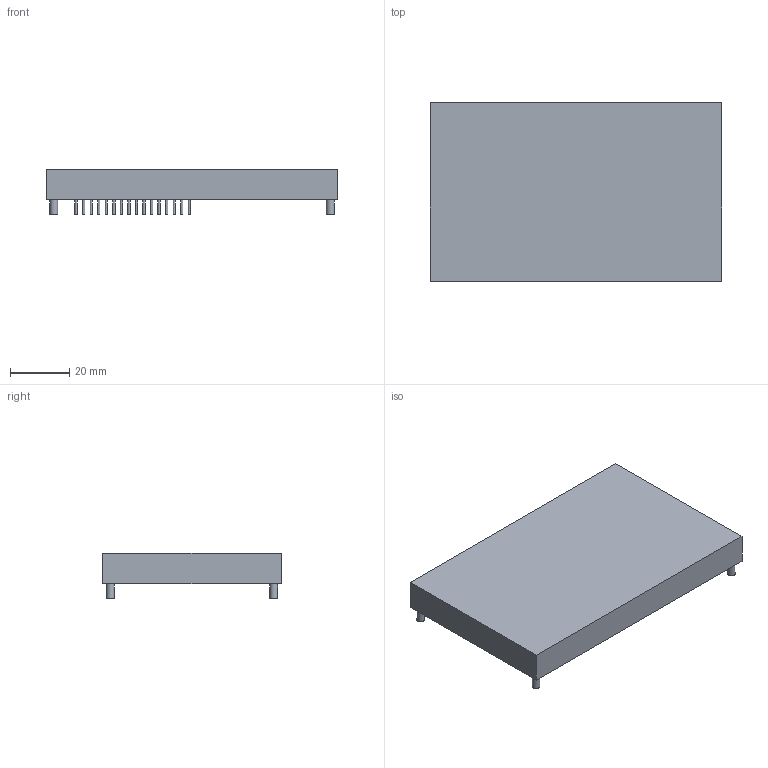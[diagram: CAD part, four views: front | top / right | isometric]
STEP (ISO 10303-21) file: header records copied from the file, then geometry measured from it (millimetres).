
FILE_DESCRIPTION(('FreeCAD Model'),'2;1');
FILE_NAME('805537.1.2.stp','2019-01-01T01:31:25',( 'Author'),(''),'Open CASCADE STEP processor 6.8','FreeCAD','Unknown' );
FILE_SCHEMA(('AUTOMOTIVE_DESIGN_CC2 { 1 2 10303 214 -1 1 5 4 }'));
Length unit declared in the file: millimetre
Products named in the file (3): ASSEMBLY; Body; Leads
Assembly tree (21 placements, depth 2):
  ASSEMBLY
    Body
    Leads  x20
Bounding box: 98 x 60 x 15.3 mm (x, y, z)
Volume: 63492 mm3; surface area: 23474.5 mm2
Topology: 401 solids, 401 shells, 1206 faces, 1212 edges, 808 vertices
Faces by surface type: plane 806, cylinder 400
Full cylindrical faces by diameter (mm): 0.8 x320, 2.6 x80
Entity records: 2543 total; most frequent: DIRECTION 432, CARTESIAN_POINT 352, ORIENTED_EDGE 144, PCURVE 144, DEFINITIONAL_REPRESENTATION 144, LINE 136, VECTOR 136, AXIS2_PLACEMENT_3D 128
